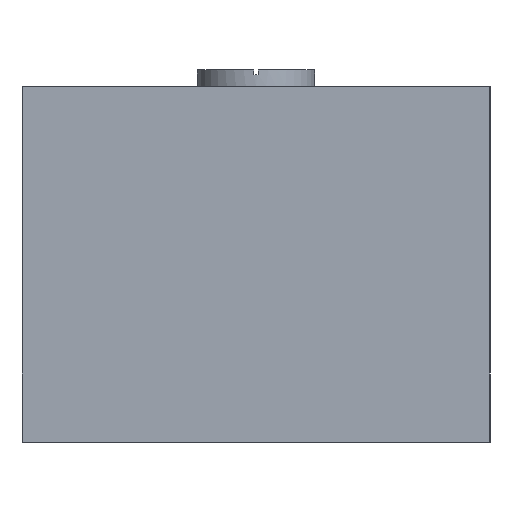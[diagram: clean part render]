
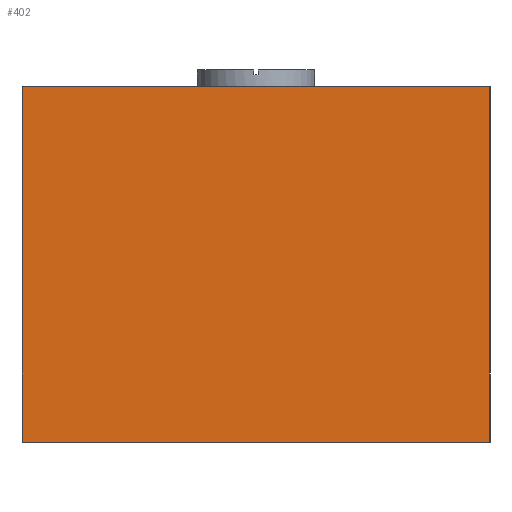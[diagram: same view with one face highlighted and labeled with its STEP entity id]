
A CAD part, left-side view. The second image highlights one B-rep face of the part: STEP entity #402.
In plain terms, the highlighted planar face has unit normal (-1, 0, 0).
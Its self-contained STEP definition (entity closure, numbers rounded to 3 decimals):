
#372 = VECTOR ( 'NONE', #1186, 1000. ) ;
#402 = ADVANCED_FACE ( 'NONE', ( #7430 ), #3315, .F. ) ;
#435 = EDGE_LOOP ( 'NONE', ( #9434, #4731, #6406, #867 ) ) ;
#867 = ORIENTED_EDGE ( 'NONE', *, *, #7770, .T. ) ;
#1118 = CARTESIAN_POINT ( 'NONE',  ( -22.86, -12.7, 19.304 ) ) ;
#1186 = DIRECTION ( 'NONE',  ( 0., 0., -1. ) ) ;
#1193 = DIRECTION ( 'NONE',  ( 1., 0., 0. ) ) ;
#1355 = VERTEX_POINT ( 'NONE', #2951 ) ;
#1360 = VECTOR ( 'NONE', #2704, 1000. ) ;
#1590 = EDGE_CURVE ( 'NONE', #6043, #1355, #2409, .T. ) ;
#2161 = VERTEX_POINT ( 'NONE', #6400 ) ;
#2409 = LINE ( 'NONE', #4750, #6945 ) ;
#2517 = DIRECTION ( 'NONE',  ( 0., 0., -1. ) ) ;
#2581 = EDGE_CURVE ( 'NONE', #2161, #2595, #8791, .T. ) ;
#2595 = VERTEX_POINT ( 'NONE', #6665 ) ;
#2704 = DIRECTION ( 'NONE',  ( 0., 0., -1. ) ) ;
#2951 = CARTESIAN_POINT ( 'NONE',  ( -22.86, -12.7, 0. ) ) ;
#3315 = PLANE ( 'NONE',  #8844 ) ;
#4079 = CARTESIAN_POINT ( 'NONE',  ( -22.86, 12.7, 19.304 ) ) ;
#4452 = DIRECTION ( 'NONE',  ( 0., -1., 0. ) ) ;
#4613 = VECTOR ( 'NONE', #4452, 1000. ) ;
#4731 = ORIENTED_EDGE ( 'NONE', *, *, #8855, .F. ) ;
#4750 = CARTESIAN_POINT ( 'NONE',  ( -22.86, -12.7, 0. ) ) ;
#4918 = LINE ( 'NONE', #4079, #1360 ) ;
#5482 = CARTESIAN_POINT ( 'NONE',  ( -22.86, -12.7, 19.304 ) ) ;
#6043 = VERTEX_POINT ( 'NONE', #8222 ) ;
#6400 = CARTESIAN_POINT ( 'NONE',  ( -22.86, 12.7, 19.304 ) ) ;
#6406 = ORIENTED_EDGE ( 'NONE', *, *, #2581, .F. ) ;
#6665 = CARTESIAN_POINT ( 'NONE',  ( -22.86, -12.7, 19.304 ) ) ;
#6945 = VECTOR ( 'NONE', #9234, 1000. ) ;
#7430 = FACE_OUTER_BOUND ( 'NONE', #435, .T. ) ;
#7770 = EDGE_CURVE ( 'NONE', #2161, #6043, #4918, .T. ) ;
#7905 = LINE ( 'NONE', #1118, #372 ) ;
#8222 = CARTESIAN_POINT ( 'NONE',  ( -22.86, 12.7, 0. ) ) ;
#8791 = LINE ( 'NONE', #9520, #4613 ) ;
#8844 = AXIS2_PLACEMENT_3D ( 'NONE', #5482, #1193, #2517 ) ;
#8855 = EDGE_CURVE ( 'NONE', #2595, #1355, #7905, .T. ) ;
#9234 = DIRECTION ( 'NONE',  ( 0., -1., 0. ) ) ;
#9434 = ORIENTED_EDGE ( 'NONE', *, *, #1590, .T. ) ;
#9520 = CARTESIAN_POINT ( 'NONE',  ( -22.86, -12.7, 19.304 ) ) ;
